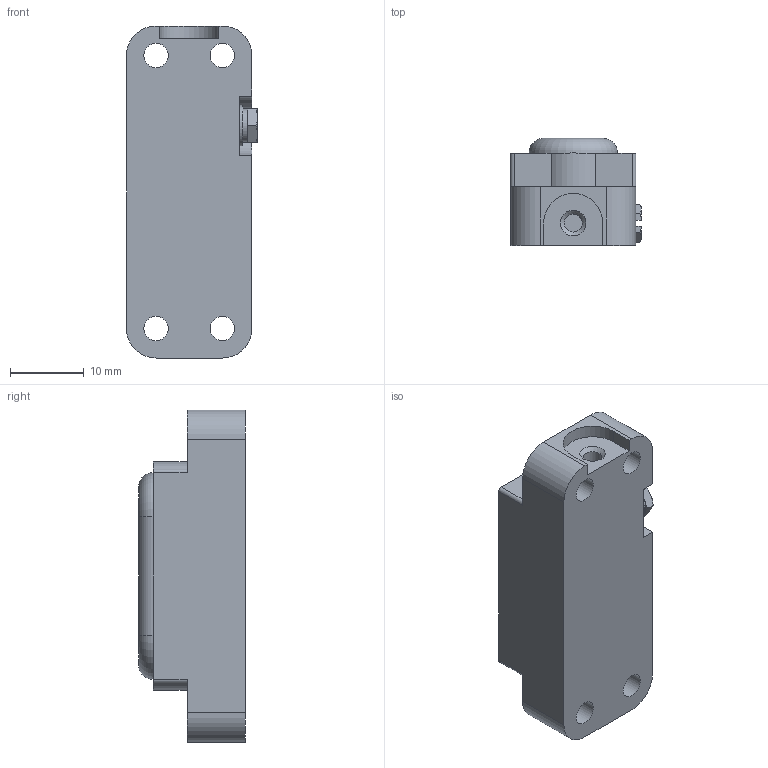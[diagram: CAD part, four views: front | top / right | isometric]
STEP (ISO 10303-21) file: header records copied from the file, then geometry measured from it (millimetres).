
FILE_DESCRIPTION(/* description */ ('STEP AP214'),/* implementation_level */ '2;1');
FILE_NAME(/* name */ '151993_EV-10_30-3',/* time_stamp */ '2024-08-23T06:59:42+02:00',/* author */ ('License CC BY-ND 4.0'),/* organization */ ('CADENAS'),/* preprocessor_version */ 'ST-DEVELOPER v19.3',/* originating_system */ 'PARTsolutions',/* authorisation */ ' ');
FILE_SCHEMA (('AUTOMOTIVE_DESIGN {1 0 10303 214 3 1 1}'));
Length unit declared in the file: millimetre
Products named in the file (4): 151993 EV-10/30-3---(0); 151993 EV-10/30-3_1; 151993 EV-10/30-3_2; 30979 B-M3-S9
Assembly tree (3 placements, depth 2):
  151993 EV-10/30-3---(0)
    151993 EV-10/30-3_1
    151993 EV-10/30-3_2
    30979 B-M3-S9
Bounding box: 17.75 x 14.5 x 45 mm (x, y, z)
Volume: 8069.5 mm3; surface area: 4506.4 mm2
Topology: 3 solids, 3 shells, 108 faces, 260 edges, 167 vertices
Faces by surface type: plane 55, cylinder 35, cone 14, torus 4
Full cylindrical faces by diameter (mm): 2 x2, 2.4 x1, 2.459 x2, 2.5 x1, 3 x1, 3.3 x4, 4.5 x1, 5.5 x1
Entity records: 3782 total; most frequent: CARTESIAN_POINT 558, DIRECTION 536, ORIENTED_EDGE 468, EDGE_CURVE 234, AXIS2_PLACEMENT_3D 206, VERTEX_POINT 164, EDGE_LOOP 150, FACE_BOUND 150
